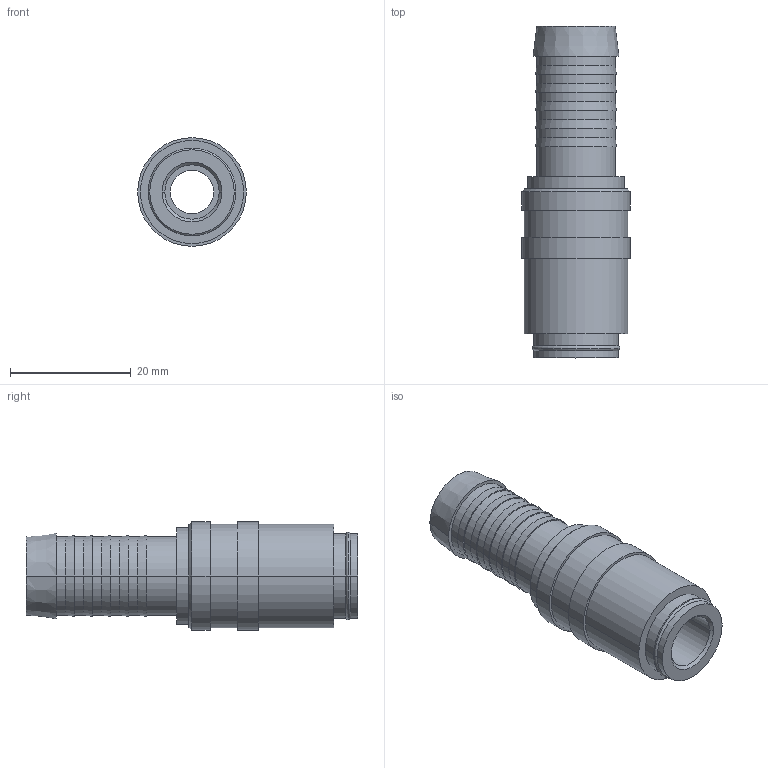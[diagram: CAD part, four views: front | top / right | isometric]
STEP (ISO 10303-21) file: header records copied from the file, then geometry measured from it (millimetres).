
FILE_DESCRIPTION(('STEP AP214'),'1');
FILE_NAME('eshm_13_tlab.stp','2020-04-22T06:05:42',('TraceParts'),('TraceParts S.A.'),'Spatial InterOp 3D',' ',' ');
FILE_SCHEMA(('automotive_design'));
Length unit declared in the file: millimetre
Products named in the file (1): 1
Bounding box: 18 x 55 x 18 mm (x, y, z)
Volume: 7530.3 mm3; surface area: 4484.7 mm2
Topology: 1 solids, 1 shells, 65 faces, 130 edges, 80 vertices
Faces by surface type: cylinder 30, cone 16, plane 15, torus 4
Entity records: 2248 total; most frequent: DIRECTION 346, CARTESIAN_POINT 276, ORIENTED_EDGE 260, AXIS2_PLACEMENT_3D 150, EDGE_CURVE 130, CIRCLE 84, EDGE_LOOP 80, VERTEX_POINT 80
